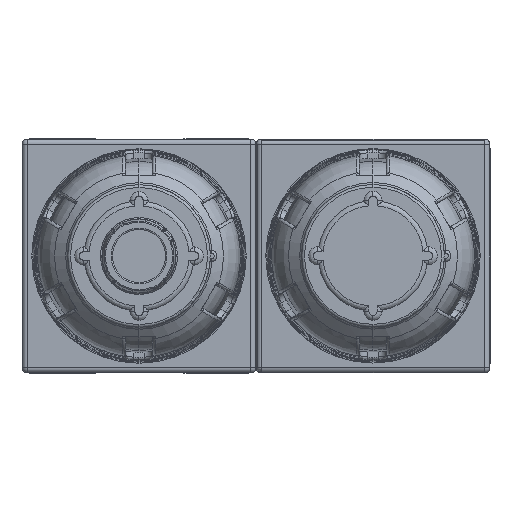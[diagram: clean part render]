
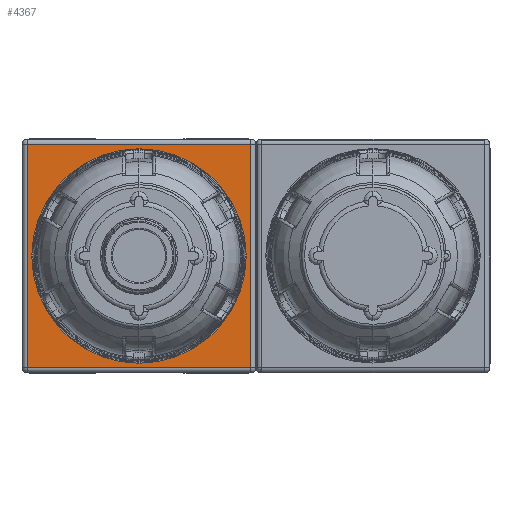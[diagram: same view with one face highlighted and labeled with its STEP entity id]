
A CAD part, front view. The second image highlights one B-rep face of the part: STEP entity #4367.
In plain terms, the highlighted planar face has unit normal (0, -1, 0).
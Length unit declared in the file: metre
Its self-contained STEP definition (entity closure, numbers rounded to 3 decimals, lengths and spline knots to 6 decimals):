
#4367=ADVANCED_FACE('73:24716',(#9983,#9984),#9985,.T.);
#9983=FACE_OUTER_BOUND('',#21384,.T.);
#9984=FACE_BOUND('',#21385,.T.);
#9985=PLANE('',#21386);
#21384=EDGE_LOOP('',(#45569,#45570,#45571,#45572));
#21385=EDGE_LOOP('',(#45573,#45574));
#21386=AXIS2_PLACEMENT_3D('',#45575,#45576,#45577);
#45569=ORIENTED_EDGE('',*,*,#58527,.T.);
#45570=ORIENTED_EDGE('',*,*,#58508,.T.);
#45571=ORIENTED_EDGE('',*,*,#58521,.T.);
#45572=ORIENTED_EDGE('',*,*,#58524,.T.);
#45573=ORIENTED_EDGE('',*,*,#60242,.T.);
#45574=ORIENTED_EDGE('',*,*,#56937,.T.);
#45575=CARTESIAN_POINT('',(-0.0201,-0.02015,0.0201));
#45576=DIRECTION('',(0.0,-1.0,0.0));
#45577=DIRECTION('',(1.0,0.0,0.0));
#56937=EDGE_CURVE('',#65372,#65369,#65373,.T.);
#58508=EDGE_CURVE('73:30752',#67851,#67849,#67852,.T.);
#58521=EDGE_CURVE('73:30779',#67849,#67867,#67869,.F.);
#58524=EDGE_CURVE('73:30785',#67867,#67871,#67873,.F.);
#58527=EDGE_CURVE('73:30791',#67871,#67851,#67876,.T.);
#60242=EDGE_CURVE('73:34724',#65369,#65372,#70219,.T.);
#65369=VERTEX_POINT('',#77941);
#65372=VERTEX_POINT('',#77945);
#65373=CIRCLE('',#77946,0.0192);
#67849=VERTEX_POINT('',#84613);
#67851=VERTEX_POINT('',#84615);
#67852=LINE('',#84616,#84617);
#67867=VERTEX_POINT('',#84634);
#67869=LINE('',#84636,#84637);
#67871=VERTEX_POINT('',#84639);
#67873=LINE('',#84641,#84642);
#67876=LINE('',#84645,#84646);
#70219=CIRCLE('',#90691,0.0192);
#77941=CARTESIAN_POINT('',(0.0,-0.02015,0.0192));
#77945=CARTESIAN_POINT('',(0.,-0.02015,-0.0192));
#77946=AXIS2_PLACEMENT_3D('',#103987,#103988,#103989);
#84613=CARTESIAN_POINT('',(0.0201,-0.02015,-0.0201));
#84615=CARTESIAN_POINT('',(-0.0201,-0.02015,-0.0201));
#84616=CARTESIAN_POINT('',(0.0,-0.02015,-0.0201));
#84617=VECTOR('',#105507,1.0);
#84634=CARTESIAN_POINT('',(0.0201,-0.02015,0.0201));
#84636=CARTESIAN_POINT('',(0.0201,-0.02015,0.0));
#84637=VECTOR('',#105528,1.0);
#84639=CARTESIAN_POINT('',(-0.0201,-0.02015,0.0201));
#84641=CARTESIAN_POINT('',(-0.021,-0.02015,0.0201));
#84642=VECTOR('',#105532,1.0);
#84645=CARTESIAN_POINT('',(-0.0201,-0.02015,0.0));
#84646=VECTOR('',#105536,1.0);
#90691=AXIS2_PLACEMENT_3D('',#107105,#107106,#107107);
#103987=CARTESIAN_POINT('',(0.0,-0.02015,0.));
#103988=DIRECTION('',(-0.0,1.0,0.0));
#103989=DIRECTION('',(0.0,0.0,1.0));
#105507=DIRECTION('',(1.0,0.0,0.0));
#105528=DIRECTION('',(0.0,0.0,-1.0));
#105532=DIRECTION('',(1.0,0.0,0.0));
#105536=DIRECTION('',(0.0,0.0,-1.0));
#107105=CARTESIAN_POINT('',(0.0,-0.02015,0.));
#107106=DIRECTION('',(-0.0,1.0,0.0));
#107107=DIRECTION('',(0.0,0.0,1.0));
